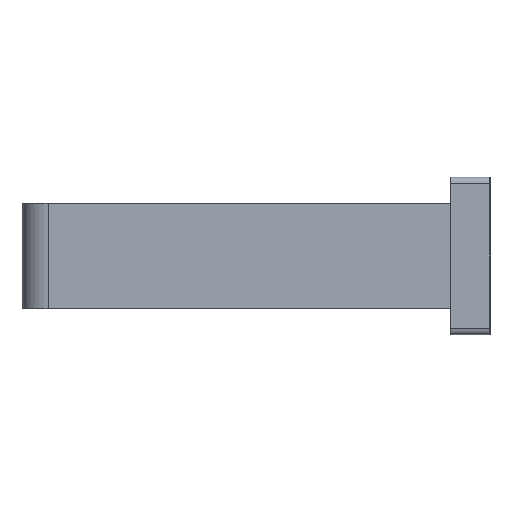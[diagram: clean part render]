
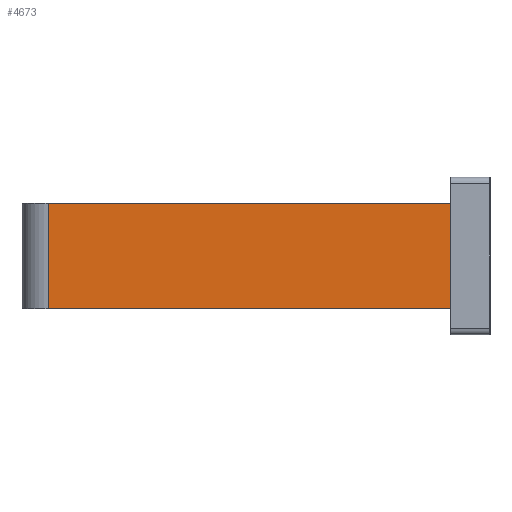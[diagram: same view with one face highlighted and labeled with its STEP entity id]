
A CAD part, left-side view. The second image highlights one B-rep face of the part: STEP entity #4673.
In plain terms, the highlighted planar face has unit normal (-1, 0, 0).
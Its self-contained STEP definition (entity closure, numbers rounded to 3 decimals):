
#17=DIRECTION('',(0.,0.,1.));
#18=VECTOR('',#17,80.);
#19=CARTESIAN_POINT('',(-178.,-148.,20.));
#20=LINE('',#19,#18);
#589=DIRECTION('',(0.,-1.,0.));
#590=VECTOR('',#589,306.);
#591=CARTESIAN_POINT('',(-178.,158.,20.));
#592=LINE('',#591,#590);
#593=DIRECTION('',(0.,0.,1.));
#594=VECTOR('',#593,80.);
#595=CARTESIAN_POINT('',(-178.,158.,20.));
#596=LINE('',#595,#594);
#597=DIRECTION('',(0.,-1.,0.));
#598=VECTOR('',#597,306.);
#599=CARTESIAN_POINT('',(-178.,158.,100.));
#600=LINE('',#599,#598);
#3289=CARTESIAN_POINT('',(-178.,158.,20.));
#3290=VERTEX_POINT('',#3289);
#3291=CARTESIAN_POINT('',(-178.,158.,100.));
#3292=VERTEX_POINT('',#3291);
#3293=CARTESIAN_POINT('',(-178.,-148.,20.));
#3294=VERTEX_POINT('',#3293);
#3295=CARTESIAN_POINT('',(-178.,-148.,100.));
#3296=VERTEX_POINT('',#3295);
#4662=CARTESIAN_POINT('',(-178.,158.,0.));
#4663=DIRECTION('',(-1.,0.,0.));
#4664=DIRECTION('',(0.,-1.,0.));
#4665=AXIS2_PLACEMENT_3D('',#4662,#4663,#4664);
#4666=PLANE('',#4665);
#4667=ORIENTED_EDGE('',*,*,#4531,.F.);
#4668=ORIENTED_EDGE('',*,*,#4657,.T.);
#4669=ORIENTED_EDGE('',*,*,#4420,.T.);
#4670=ORIENTED_EDGE('',*,*,#4179,.F.);
#4671=EDGE_LOOP('',(#4667,#4668,#4669,#4670));
#4672=FACE_OUTER_BOUND('',#4671,.F.);
#4673=ADVANCED_FACE('',(#4672),#4666,.T.);
#4179=EDGE_CURVE('',#3294,#3296,#20,.T.);
#4420=EDGE_CURVE('',#3292,#3296,#600,.T.);
#4531=EDGE_CURVE('',#3290,#3294,#592,.T.);
#4657=EDGE_CURVE('',#3290,#3292,#596,.T.);
